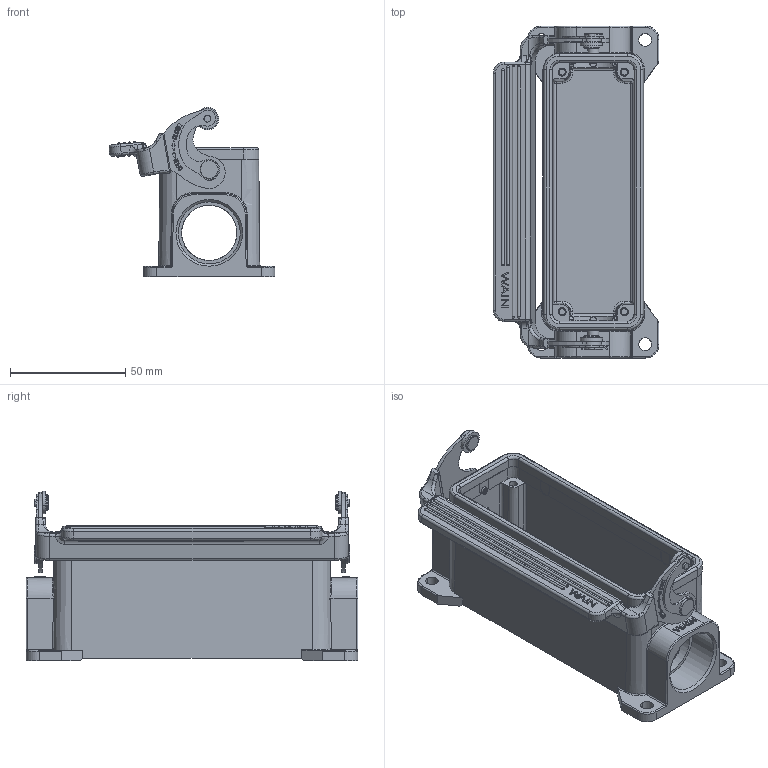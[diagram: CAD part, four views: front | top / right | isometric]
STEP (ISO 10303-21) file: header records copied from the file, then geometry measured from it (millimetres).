
FILE_DESCRIPTION(/* description */ (''),/* implementation_level */ '2;1');
FILE_NAME(/* name */ '3D_1240242211031_HV24B-SF-1L_SC-2PG21_V1.1.stp',/* time_stamp */ '2024-01-11T10:17:49+08:00',/* author */ (''),/* organization */ (''),/* preprocessor_version */ 'ST-DEVELOPER v18.1',/* originating_system */ 'SIEMENS PLM Software NX 1980',/* authorisation */ '');
FILE_SCHEMA (('AUTOMOTIVE_DESIGN { 1 0 10303 214 3 1 1 1 }'));
Length unit declared in the file: millimetre
Products named in the file (1): 145933408BBA2n6l
Bounding box: 71.98 x 144 x 73.48 mm (x, y, z)
Volume: 121117.3 mm3; surface area: 80094.8 mm2
Topology: 12 solids, 21 shells, 1333 faces, 3603 edges, 2375 vertices
Faces by surface type: plane 616, cylinder 550, torus 61, extrusion 35, cone 32, sphere 22, bspline 17
Full cylindrical faces by diameter (mm): 1.9 x2, 3 x4, 4.9 x2, 8 x2, 24 x2, 26.9 x2
Entity records: 45729 total; most frequent: CARTESIAN_POINT 13237, ORIENTED_EDGE 7047, DIRECTION 5789, EDGE_CURVE 3548, VERTEX_POINT 2365, AXIS2_PLACEMENT_3D 2025, VECTOR 1739, LINE 1704
